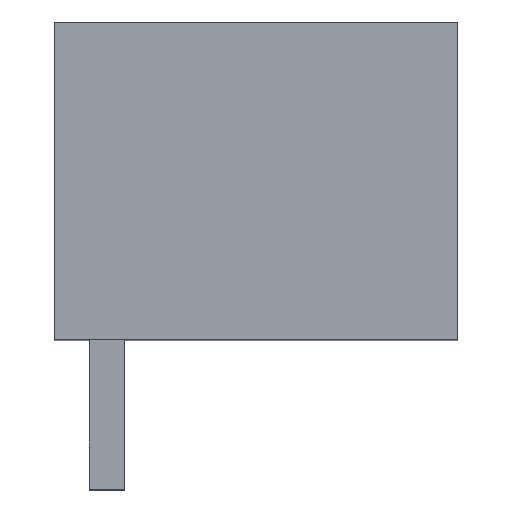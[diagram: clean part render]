
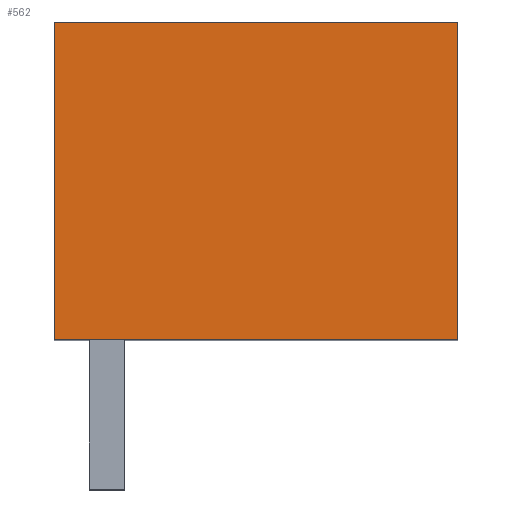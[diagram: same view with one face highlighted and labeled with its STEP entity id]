
A CAD part, top view. The second image highlights one B-rep face of the part: STEP entity #562.
In plain terms, the highlighted planar face has unit normal (0, 0, 1).
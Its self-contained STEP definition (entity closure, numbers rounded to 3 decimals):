
#562=ADVANCED_FACE('',(#1346),#1348,.T.);
#1346=FACE_BOUND('',#1347,.T.);
#1347=EDGE_LOOP('',(#1958,#1959,#1960,#1961));
#1348=PLANE('',#1349);
#1349=AXIS2_PLACEMENT_3D('',#1350,#1351,#1352);
#1350=CARTESIAN_POINT('',(0.,-7.24,11.43));
#1351=DIRECTION('',(0.,-0.,1.));
#1352=DIRECTION('',(0.,1.,0.));
#1958=ORIENTED_EDGE('',*,*,#2299,.T.);
#1959=ORIENTED_EDGE('',*,*,#2316,.T.);
#1960=ORIENTED_EDGE('',*,*,#2317,.F.);
#1961=ORIENTED_EDGE('',*,*,#2318,.F.);
#2299=EDGE_CURVE('',#2649,#2646,#2650,.T.);
#2316=EDGE_CURVE('',#2646,#2680,#2682,.T.);
#2317=EDGE_CURVE('',#2683,#2680,#2684,.T.);
#2318=EDGE_CURVE('',#2649,#2683,#2685,.T.);
#2646=VERTEX_POINT('',#3354);
#2649=VERTEX_POINT('',#3359);
#2650=LINE('',#3360,#3361);
#2680=VERTEX_POINT('',#3422);
#2682=LINE('',#3426,#3427);
#2683=VERTEX_POINT('',#3429);
#2684=LINE('',#3430,#3431);
#2685=LINE('',#3433,#3434);
#3354=CARTESIAN_POINT('',(0.,0.,11.43));
#3359=CARTESIAN_POINT('',(0.,-7.24,11.43));
#3360=CARTESIAN_POINT('',(0.,-7.24,11.43));
#3361=VECTOR('',#3362,1.);
#3362=DIRECTION('',(0.,1.,0.));
#3422=CARTESIAN_POINT('',(-9.2,0.,11.43));
#3426=CARTESIAN_POINT('',(0.,0.,11.43));
#3427=VECTOR('',#3428,1.);
#3428=DIRECTION('',(-1.,0.,0.));
#3429=CARTESIAN_POINT('',(-9.2,-7.24,11.43));
#3430=CARTESIAN_POINT('',(-9.2,-7.24,11.43));
#3431=VECTOR('',#3432,1.);
#3432=DIRECTION('',(0.,1.,0.));
#3433=CARTESIAN_POINT('',(0.,-7.24,11.43));
#3434=VECTOR('',#3435,1.);
#3435=DIRECTION('',(-1.,0.,0.));
